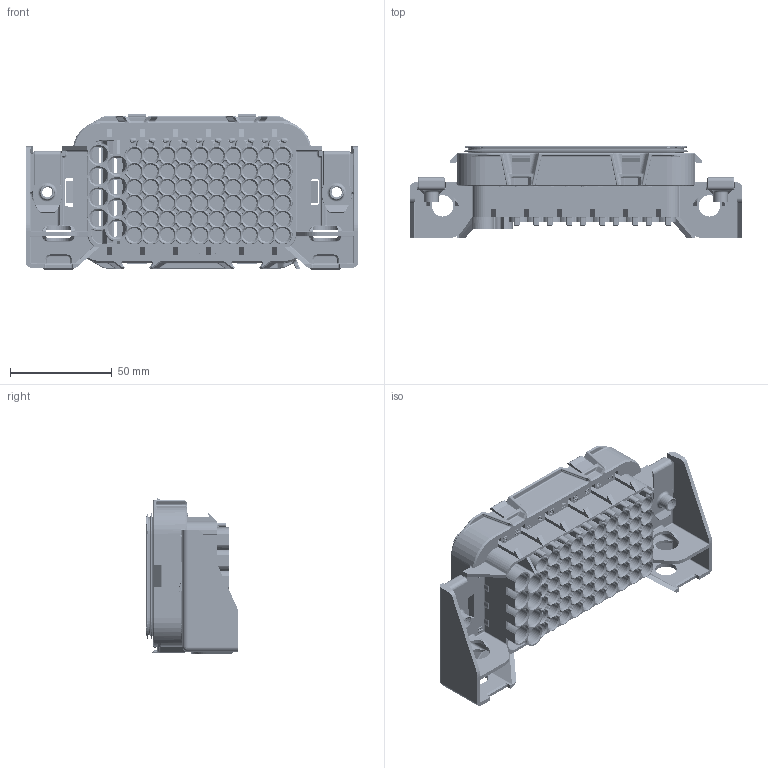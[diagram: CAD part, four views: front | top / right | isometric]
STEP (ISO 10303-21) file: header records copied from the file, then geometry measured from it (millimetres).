
FILE_DESCRIPTION((''),'2;1');
FILE_NAME('SC42-2035B-A001_NCF_SW0001','2025-06-05T12:36:07',('20077268'),(''),'CREO PARAMETRIC BY PTC INC, 2024014','CREO PARAMETRIC BY PTC INC, 2024014','');
FILE_SCHEMA(('CONFIG_CONTROL_DESIGN'));
Products named in the file (1): SC42-2035B-A001_NCF_SW0001
Bounding box: 163 x 45.6 x 76.36 mm (x, y, z)
Volume: 168944.5 mm3; surface area: 115567.2 mm2
Topology: 1 solids, 1 shells, 7736 faces, 19024 edges, 11439 vertices
Faces by surface type: plane 2300, cylinder 2150, cone 969, torus 912, extrusion 811, sphere 301, bspline 293
Entity records: 250082 total; most frequent: CARTESIAN_POINT 71382, ORIENTED_EDGE 38004, DIRECTION 36136, EDGE_CURVE 19002, AXIS2_PLACEMENT_3D 13098, VERTEX_POINT 11439, VECTOR 9940, LINE 9129
